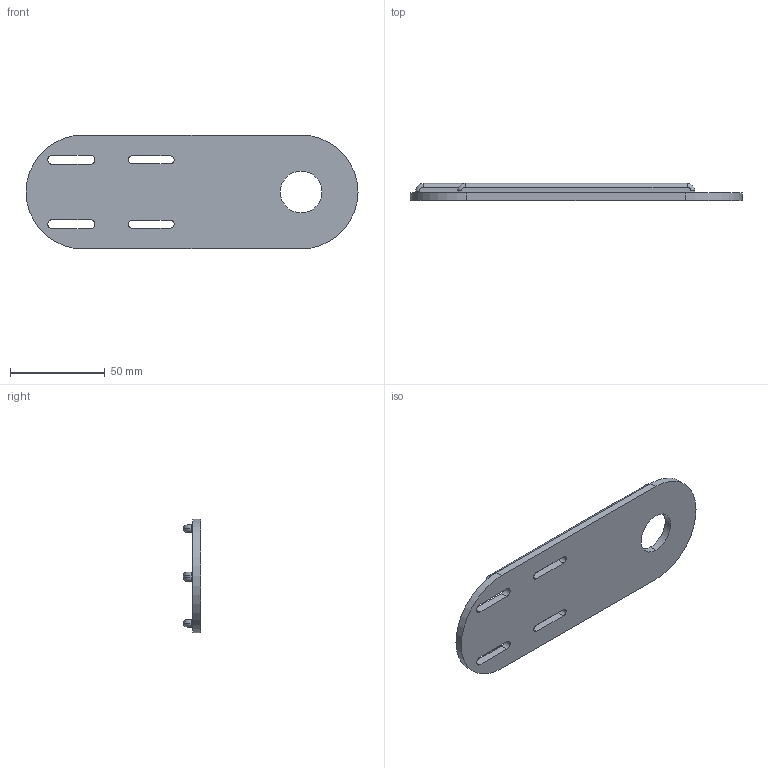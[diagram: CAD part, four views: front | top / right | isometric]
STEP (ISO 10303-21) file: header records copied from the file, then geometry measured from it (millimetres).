
FILE_DESCRIPTION (( 'STEP AP214' ), '1' );
FILE_NAME ('Flow_Meter_Bracket_Ridged.STEP', '2026-01-15T19:27:57', ( '' ), ( '' ), 'SwSTEP 2.0', 'SolidWorks 2026', '' );
FILE_SCHEMA (( 'AUTOMOTIVE_DESIGN' ));
Length unit declared in the file: millimetre
Products named in the file (1): Flow_Meter_Bracket_Ridged
Bounding box: 175 x 9 x 60 mm (x, y, z)
Volume: 43057 mm3; surface area: 23784.1 mm2
Topology: 1 solids, 1 shells, 65 faces, 164 edges, 104 vertices
Faces by surface type: cylinder 32, plane 21, torus 12
Entity records: 2013 total; most frequent: DIRECTION 376, CARTESIAN_POINT 334, ORIENTED_EDGE 328, EDGE_CURVE 164, AXIS2_PLACEMENT_3D 146, VERTEX_POINT 104, LINE 84, VECTOR 84
